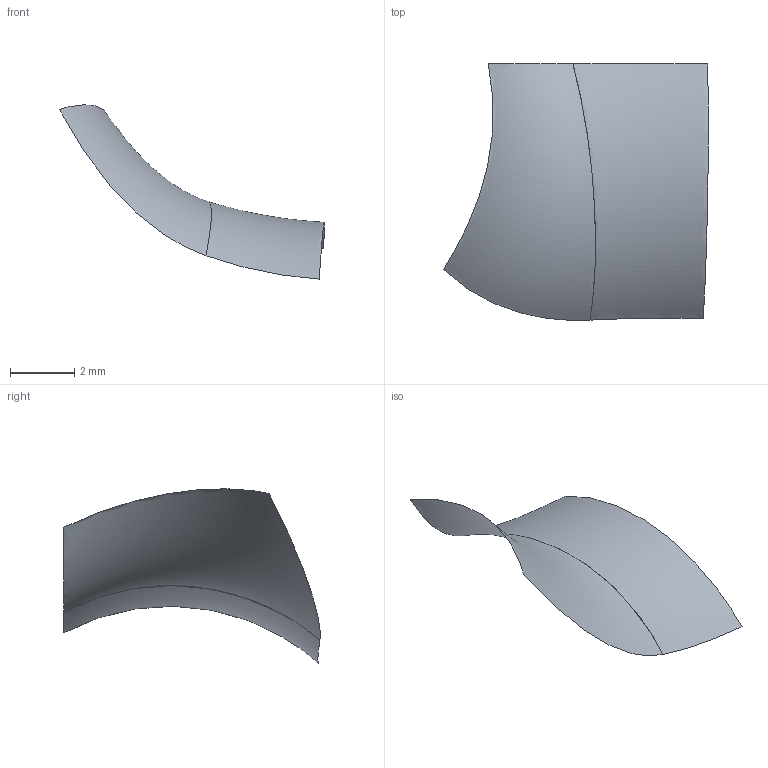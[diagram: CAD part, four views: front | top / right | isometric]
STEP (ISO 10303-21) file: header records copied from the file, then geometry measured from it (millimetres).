
FILE_DESCRIPTION(('Open CASCADE Model'),'2;1');
FILE_NAME('Open CASCADE Shape Model','2023-06-04T10:17:01',( 'Analysis Situs'),('Analysis Situs'), 'Open CASCADE STEP processor 7.6','Analysis Situs 1.2.0dev','Unknown' );
FILE_SCHEMA(('AUTOMOTIVE_DESIGN { 1 0 10303 214 1 1 1 1 }'));
Length unit declared in the file: millimetre
Products named in the file (1): Open CASCADE STEP translator 7.6 3
Bounding box: 8.23 x 7.97 x 5.43 mm (x, y, z)
Surface area: 69.4 mm2 (no closed solid volume)
Topology: 0 solids, 2 shells, 2 faces, 8 edges, 8 vertices
Faces by surface type: bspline 2
Entity records: 16314 total; most frequent: CARTESIAN_POINT 16209, DIRECTION 10, ORIENTED_EDGE 8, EDGE_CURVE 8, VERTEX_POINT 8, SURFACE_CURVE 8, B_SPLINE_CURVE_WITH_KNOTS 8, PCURVE 8
